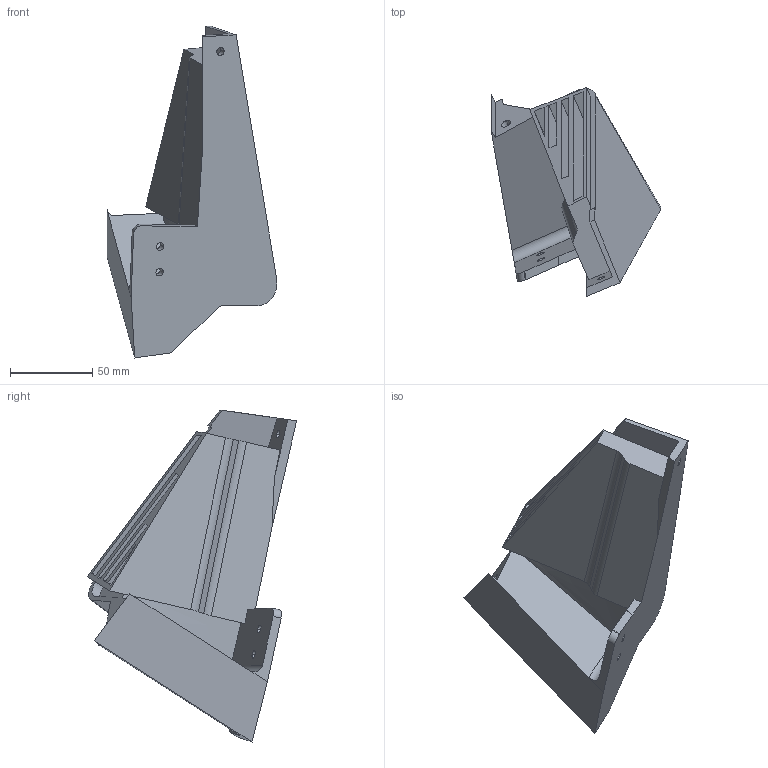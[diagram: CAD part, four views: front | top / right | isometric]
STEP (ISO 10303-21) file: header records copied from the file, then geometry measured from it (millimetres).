
FILE_DESCRIPTION (( 'STEP AP214' ), '1' );
FILE_NAME ('Left AUX Vent Plug.STEP', '2021-12-18T20:06:00', ( '' ), ( '' ), 'SwSTEP 2.0', 'SolidWorks 2022', '' );
FILE_SCHEMA (( 'AUTOMOTIVE_DESIGN' ));
Length unit declared in the file: inch
Products named in the file (1): Left AUX Vent Plug
Bounding box: 103.6 x 127.56 x 202.34 mm (x, y, z)
Volume: 323311.4 mm3; surface area: 95430.3 mm2
Topology: 1 solids, 1 shells, 78 faces, 216 edges, 144 vertices
Faces by surface type: plane 57, cylinder 18, cone 2, bspline 1
Entity records: 2552 total; most frequent: CARTESIAN_POINT 525, ORIENTED_EDGE 432, DIRECTION 381, EDGE_CURVE 216, VECTOR 169, LINE 169, VERTEX_POINT 144, AXIS2_PLACEMENT_3D 106
